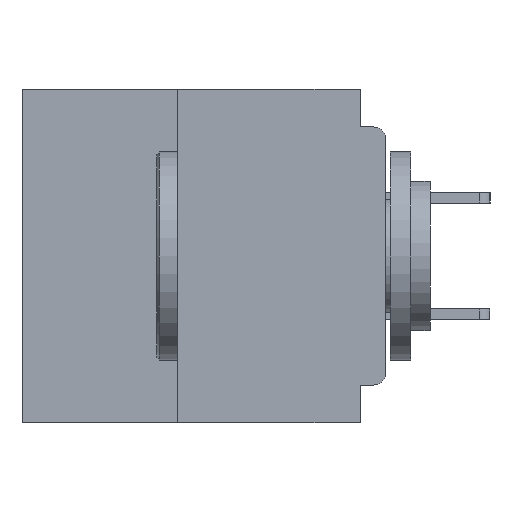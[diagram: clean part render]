
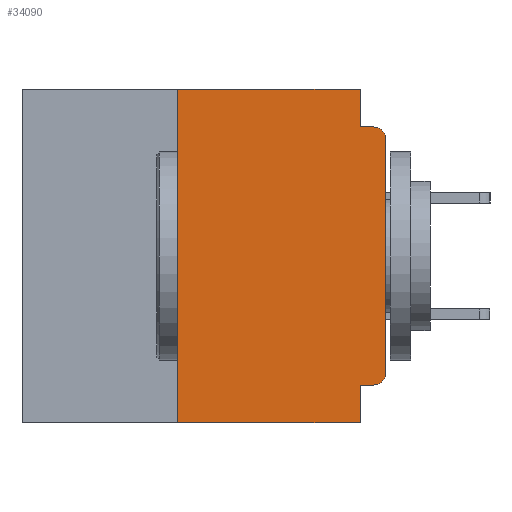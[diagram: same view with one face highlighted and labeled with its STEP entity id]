
A CAD part, left-side view. The second image highlights one B-rep face of the part: STEP entity #34090.
In plain terms, the highlighted planar face has unit normal (-1, 0, 0).
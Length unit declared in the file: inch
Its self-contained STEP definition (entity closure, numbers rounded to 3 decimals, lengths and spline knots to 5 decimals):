
#600 = AXIS2_PLACEMENT_3D ( 'NONE', #4694, #29251, #8266 ) ;
#638 = VECTOR ( 'NONE', #42019, 39.37008 ) ;
#1955 = VERTEX_POINT ( 'NONE', #12698 ) ;
#2260 = DIRECTION ( 'NONE',  ( 0., -1., 0. ) ) ;
#2368 = DIRECTION ( 'NONE',  ( -1., 0., 0. ) ) ;
#3455 = DIRECTION ( 'NONE',  ( 1., 0., 0. ) ) ;
#3910 = VERTEX_POINT ( 'NONE', #11201 ) ;
#3949 = CARTESIAN_POINT ( 'NONE',  ( 0., 0.031, -0.355 ) ) ;
#4340 = VECTOR ( 'NONE', #43582, 39.37008 ) ;
#4694 = CARTESIAN_POINT ( 'NONE',  ( 0., 0.015, -0.34 ) ) ;
#5116 = CARTESIAN_POINT ( 'NONE',  ( 0., 0., 0. ) ) ;
#6093 = VECTOR ( 'NONE', #40576, 39.37008 ) ;
#6247 = EDGE_CURVE ( 'NONE', #30922, #3910, #15207, .T. ) ;
#6310 = VERTEX_POINT ( 'NONE', #15482 ) ;
#6675 = CARTESIAN_POINT ( 'NONE',  ( 0., 0.25, 0. ) ) ;
#7095 = VECTOR ( 'NONE', #2260, 39.37008 ) ;
#7410 = VECTOR ( 'NONE', #8684, 39.37008 ) ;
#8026 = CARTESIAN_POINT ( 'NONE',  ( 0., 0.25, -0.4 ) ) ;
#8266 = DIRECTION ( 'NONE',  ( 0., 0., -1. ) ) ;
#8684 = DIRECTION ( 'NONE',  ( 0., 0., 1. ) ) ;
#9139 = ORIENTED_EDGE ( 'NONE', *, *, #30239, .F. ) ;
#9957 = CIRCLE ( 'NONE', #29589, 0.015 ) ;
#10819 = ORIENTED_EDGE ( 'NONE', *, *, #6247, .T. ) ;
#11129 = VECTOR ( 'NONE', #18155, 39.37008 ) ;
#11201 = CARTESIAN_POINT ( 'NONE',  ( 0., 0., -0.34 ) ) ;
#12698 = CARTESIAN_POINT ( 'NONE',  ( 0., 0.015, -0.045 ) ) ;
#13217 = EDGE_CURVE ( 'NONE', #16087, #6310, #24177, .T. ) ;
#13385 = CARTESIAN_POINT ( 'NONE',  ( 0., 0.031, 0. ) ) ;
#13549 = ORIENTED_EDGE ( 'NONE', *, *, #13217, .F. ) ;
#14229 = EDGE_CURVE ( 'NONE', #30922, #16087, #39035, .T. ) ;
#14775 = CARTESIAN_POINT ( 'NONE',  ( 0., 0.437, -0.4 ) ) ;
#15207 = CIRCLE ( 'NONE', #600, 0.015 ) ;
#15482 = CARTESIAN_POINT ( 'NONE',  ( 0., 0.031, -0.4 ) ) ;
#16087 = VERTEX_POINT ( 'NONE', #3949 ) ;
#16169 = EDGE_CURVE ( 'NONE', #27390, #6310, #39386, .T. ) ;
#16348 = CARTESIAN_POINT ( 'NONE',  ( 0., 0.437, 0. ) ) ;
#16810 = ORIENTED_EDGE ( 'NONE', *, *, #14229, .F. ) ;
#17515 = PLANE ( 'NONE',  #20577 ) ;
#18155 = DIRECTION ( 'NONE',  ( 0., 1., 0. ) ) ;
#18951 = CARTESIAN_POINT ( 'NONE',  ( 0., 0., -0.06 ) ) ;
#20577 = AXIS2_PLACEMENT_3D ( 'NONE', #24568, #3455, #28070 ) ;
#20626 = VERTEX_POINT ( 'NONE', #6675 ) ;
#21001 = CARTESIAN_POINT ( 'NONE',  ( 0., 0.015, -0.355 ) ) ;
#21754 = ORIENTED_EDGE ( 'NONE', *, *, #25578, .F. ) ;
#22144 = DIRECTION ( 'NONE',  ( 0., 0., 1. ) ) ;
#22339 = VERTEX_POINT ( 'NONE', #29489 ) ;
#22349 = VERTEX_POINT ( 'NONE', #18951 ) ;
#22485 = EDGE_CURVE ( 'NONE', #22349, #1955, #9957, .T. ) ;
#23526 = CARTESIAN_POINT ( 'NONE',  ( 0., 0.015, -0.06 ) ) ;
#24177 = LINE ( 'NONE', #26190, #4340 ) ;
#24475 = ORIENTED_EDGE ( 'NONE', *, *, #22485, .T. ) ;
#24568 = CARTESIAN_POINT ( 'NONE',  ( 0., 0.437, 0. ) ) ;
#25049 = CARTESIAN_POINT ( 'NONE',  ( 0., 0.25, -0.4 ) ) ;
#25343 = DIRECTION ( 'NONE',  ( 0., -1., 0. ) ) ;
#25578 = EDGE_CURVE ( 'NONE', #27390, #20626, #41476, .T. ) ;
#26190 = CARTESIAN_POINT ( 'NONE',  ( 0., 0.031, -0.4 ) ) ;
#26686 = ORIENTED_EDGE ( 'NONE', *, *, #29162, .F. ) ;
#27024 = DIRECTION ( 'NONE',  ( 0., 0., -1. ) ) ;
#27390 = VERTEX_POINT ( 'NONE', #25049 ) ;
#27752 = ORIENTED_EDGE ( 'NONE', *, *, #38564, .F. ) ;
#27812 = VERTEX_POINT ( 'NONE', #13385 ) ;
#28070 = DIRECTION ( 'NONE',  ( 0., 0., -1. ) ) ;
#29162 = EDGE_CURVE ( 'NONE', #22339, #1955, #38067, .T. ) ;
#29251 = DIRECTION ( 'NONE',  ( -1., 0., 0. ) ) ;
#29489 = CARTESIAN_POINT ( 'NONE',  ( 0., 0.031, -0.045 ) ) ;
#29589 = AXIS2_PLACEMENT_3D ( 'NONE', #23526, #2368, #27024 ) ;
#30020 = CARTESIAN_POINT ( 'NONE',  ( 0., 0.031, 0. ) ) ;
#30083 = VECTOR ( 'NONE', #25343, 39.37008 ) ;
#30239 = EDGE_CURVE ( 'NONE', #27812, #22339, #42278, .T. ) ;
#30922 = VERTEX_POINT ( 'NONE', #21001 ) ;
#31072 = VECTOR ( 'NONE', #22144, 39.37008 ) ;
#34090 = ADVANCED_FACE ( 'NONE', ( #44237 ), #17515, .F. ) ;
#35074 = LINE ( 'NONE', #16348, #7095 ) ;
#35365 = LINE ( 'NONE', #5116, #7410 ) ;
#38067 = LINE ( 'NONE', #38516, #638 ) ;
#38516 = CARTESIAN_POINT ( 'NONE',  ( 0., 0., -0.045 ) ) ;
#38564 = EDGE_CURVE ( 'NONE', #20626, #27812, #35074, .T. ) ;
#39035 = LINE ( 'NONE', #42626, #11129 ) ;
#39386 = LINE ( 'NONE', #14775, #30083 ) ;
#40381 = ORIENTED_EDGE ( 'NONE', *, *, #16169, .T. ) ;
#40576 = DIRECTION ( 'NONE',  ( 0., 0., -1. ) ) ;
#41476 = LINE ( 'NONE', #8026, #31072 ) ;
#41973 = ORIENTED_EDGE ( 'NONE', *, *, #44376, .T. ) ;
#42019 = DIRECTION ( 'NONE',  ( 0., -1., 0. ) ) ;
#42278 = LINE ( 'NONE', #30020, #6093 ) ;
#42626 = CARTESIAN_POINT ( 'NONE',  ( 0., 0., -0.355 ) ) ;
#43582 = DIRECTION ( 'NONE',  ( 0., 0., -1. ) ) ;
#44237 = FACE_OUTER_BOUND ( 'NONE', #44712, .T. ) ;
#44376 = EDGE_CURVE ( 'NONE', #3910, #22349, #35365, .T. ) ;
#44712 = EDGE_LOOP ( 'NONE', ( #41973, #24475, #26686, #9139, #27752, #21754, #40381, #13549, #16810, #10819 ) ) ;
